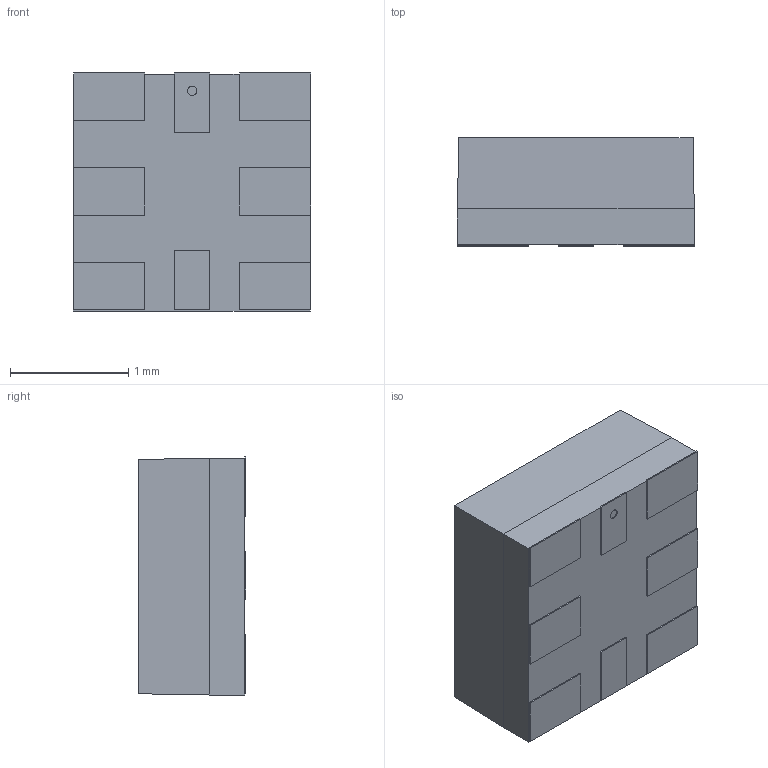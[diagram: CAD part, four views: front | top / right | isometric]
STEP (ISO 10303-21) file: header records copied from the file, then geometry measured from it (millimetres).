
FILE_DESCRIPTION (( 'STEP AP214' ), '1' );
FILE_NAME ('APA102 2020 LED.STEP', '2018-12-03T15:14:43', ( '' ), ( '' ), 'SwSTEP 2.0', 'SolidWorks 2018', '' );
FILE_SCHEMA (( 'AUTOMOTIVE_DESIGN' ));
Length unit declared in the file: millimetre
Products named in the file (3): APA102 2020 LED v2; APA102 2020 LED; Component1
Assembly tree (2 placements, depth 2):
  APA102 2020 LED
    APA102 2020 LED v2
    Component1
Bounding box: 2 x 0.91 x 2.01 mm (x, y, z)
Surface area: 30.1 mm2
Topology: 14 solids, 14 shells, 86 faces, 174 edges, 116 vertices
Faces by surface type: plane 84, cylinder 2
Entity records: 3370 total; most frequent: CARTESIAN_POINT 381, DIRECTION 360, ORIENTED_EDGE 348, EDGE_CURVE 174, VECTOR 170, LINE 170, VERTEX_POINT 116, UNCERTAINTY_MEASURE_WITH_UNIT 105
